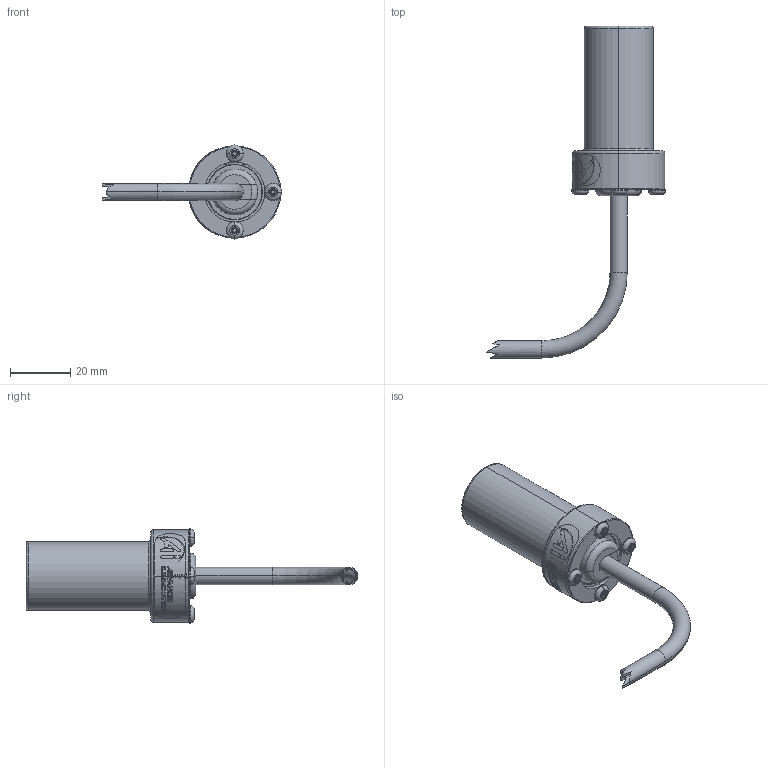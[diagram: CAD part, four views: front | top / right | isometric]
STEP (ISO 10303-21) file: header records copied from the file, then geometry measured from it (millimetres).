
FILE_DESCRIPTION (( 'STEP AP214' ), '1' );
FILE_NAME ('SL073_Default.stp', '2021-05-07T20:47:49', ( '' ), ( '' ), 'SwSTEP 2.0', 'SolidWorks 2018', '' );
FILE_SCHEMA (( 'AUTOMOTIVE_DESIGN' ));
Length unit declared in the file: inch
Products named in the file (10): 091052 SL073_Default<As Machined>; 090105; FC-N2-XR79-OR; 092408_TRUNCATED; SL073_Default; 060-03-008; BH-3Mx6MM; 1157 (no strap); 092603_HI; 060-02-002
Assembly tree (12 placements, depth 2):
  SL073_Default
    090105
    060-03-008
    FC-N2-XR79-OR
    060-02-002
    1157 (no strap)
    092603_HI
    BH-3Mx6MM  x4
    091052 SL073_Default<As Machined>
    092408_TRUNCATED
Bounding box: 59.31 x 109.78 x 31.1 mm (x, y, z)
Volume: 13972 mm3; surface area: 17791.6 mm2
Topology: 20 solids, 20 shells, 956 faces, 2480 edges, 1601 vertices
Faces by surface type: cylinder 442, plane 275, bspline 136, cone 66, torus 37
Entity records: 44117 total; most frequent: CARTESIAN_POINT 25097, ORIENTED_EDGE 3690, DIRECTION 2488, EDGE_CURVE 1845, VERTEX_POINT 1208, AXIS2_PLACEMENT_3D 931, EDGE_LOOP 769, ADVANCED_FACE 710
